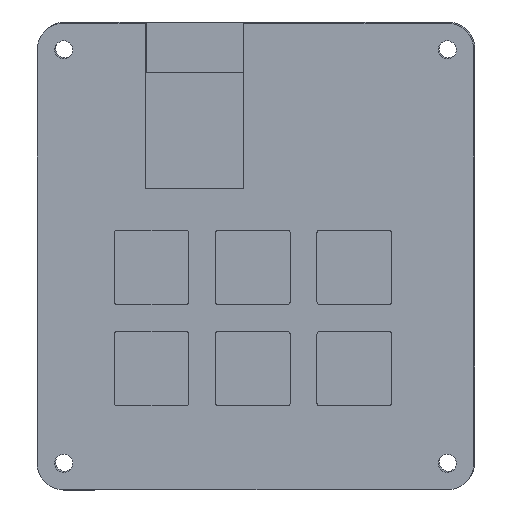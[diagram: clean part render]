
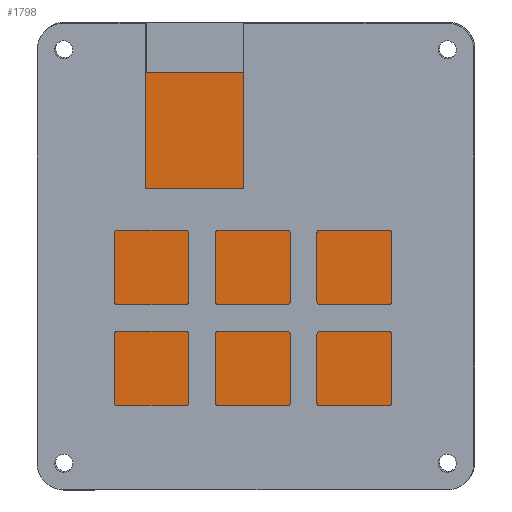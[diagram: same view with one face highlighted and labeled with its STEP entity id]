
A CAD part, top view. The second image highlights one B-rep face of the part: STEP entity #1798.
In plain terms, the highlighted planar face has unit normal (0, 0, 1).
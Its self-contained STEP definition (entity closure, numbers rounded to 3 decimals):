
#66=PLANE('',#1933);
#122=FACE_OUTER_BOUND('',#222,.T.);
#222=EDGE_LOOP('',(#1283,#1284,#1285,#1286));
#366=LINE('',#2741,#542);
#368=LINE('',#2746,#544);
#369=LINE('',#2747,#545);
#370=LINE('',#2748,#546);
#542=VECTOR('',#2178,10.);
#544=VECTOR('',#2182,10.);
#545=VECTOR('',#2183,10.);
#546=VECTOR('',#2184,10.);
#807=VERTEX_POINT('',#2738);
#808=VERTEX_POINT('',#2740);
#809=VERTEX_POINT('',#2744);
#810=VERTEX_POINT('',#2745);
#994=EDGE_CURVE('',#807,#808,#366,.T.);
#996=EDGE_CURVE('',#809,#810,#368,.T.);
#997=EDGE_CURVE('',#808,#809,#369,.T.);
#998=EDGE_CURVE('',#810,#807,#370,.T.);
#1283=ORIENTED_EDGE('',*,*,#996,.F.);
#1284=ORIENTED_EDGE('',*,*,#997,.F.);
#1285=ORIENTED_EDGE('',*,*,#994,.F.);
#1286=ORIENTED_EDGE('',*,*,#998,.F.);
#1798=ADVANCED_FACE('',(#122),#66,.T.);
#1933=AXIS2_PLACEMENT_3D('',#2743,#2180,#2181);
#2178=DIRECTION('',(1.,0.,0.));
#2180=DIRECTION('center_axis',(0.,0.,1.));
#2181=DIRECTION('ref_axis',(1.,0.,0.));
#2182=DIRECTION('',(-1.,0.,0.));
#2183=DIRECTION('',(0.,-1.,0.));
#2184=DIRECTION('',(0.,1.,0.));
#2738=CARTESIAN_POINT('',(-6.997,46.771,3.));
#2740=CARTESIAN_POINT('',(56.095,46.771,3.));
#2741=CARTESIAN_POINT('',(8.776,46.771,3.));
#2743=CARTESIAN_POINT('Origin',(24.549,12.412,3.));
#2744=CARTESIAN_POINT('',(56.095,-21.947,3.));
#2745=CARTESIAN_POINT('',(-6.997,-21.947,3.));
#2746=CARTESIAN_POINT('',(40.322,-21.947,3.));
#2747=CARTESIAN_POINT('',(56.095,29.591,3.));
#2748=CARTESIAN_POINT('',(-6.997,-4.768,3.));
